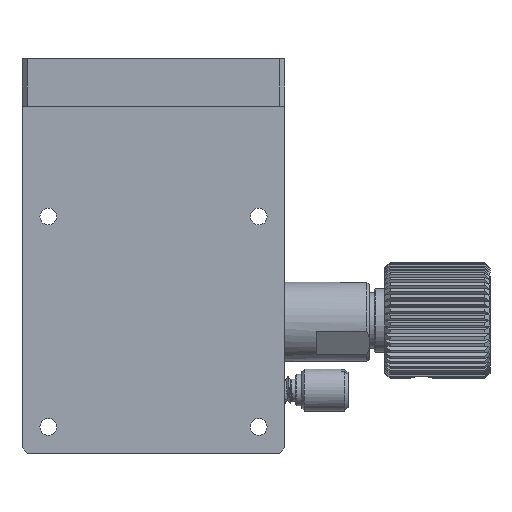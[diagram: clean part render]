
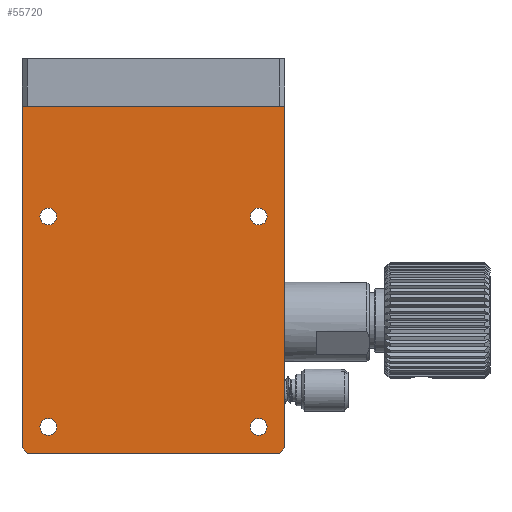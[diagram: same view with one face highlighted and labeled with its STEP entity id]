
A CAD part, front view. The second image highlights one B-rep face of the part: STEP entity #55720.
In plain terms, the highlighted planar face has unit normal (0, -1, 0).
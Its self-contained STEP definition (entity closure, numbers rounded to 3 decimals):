
#173 = LINE ( 'NONE', #46457, #71264 ) ;
#1007 = CARTESIAN_POINT ( 'NONE',  ( 12.5, -4.5, 0. ) ) ;
#1917 = AXIS2_PLACEMENT_3D ( 'NONE', #92358, #37386, #68455 ) ;
#2049 = EDGE_CURVE ( 'NONE', #35515, #13665, #36428, .T. ) ;
#2717 = ORIENTED_EDGE ( 'NONE', *, *, #33903, .F. ) ;
#3046 = VERTEX_POINT ( 'NONE', #85325 ) ;
#4550 = DIRECTION ( 'NONE',  ( 0., 0., 1. ) ) ;
#5134 = EDGE_LOOP ( 'NONE', ( #52767 ) ) ;
#5526 = AXIS2_PLACEMENT_3D ( 'NONE', #84332, #14615, #45631 ) ;
#7378 = EDGE_CURVE ( 'NONE', #13665, #36057, #62080, .T. ) ;
#9142 = ORIENTED_EDGE ( 'NONE', *, *, #42919, .F. ) ;
#13177 = VERTEX_POINT ( 'NONE', #65633 ) ;
#13410 = EDGE_LOOP ( 'NONE', ( #2717 ) ) ;
#13665 = VERTEX_POINT ( 'NONE', #65878 ) ;
#14615 = DIRECTION ( 'NONE',  ( 0., 1., 0. ) ) ;
#14688 = EDGE_CURVE ( 'NONE', #44983, #36057, #173, .T. ) ;
#15237 = VERTEX_POINT ( 'NONE', #39633 ) ;
#23397 = DIRECTION ( 'NONE',  ( -1., 0., 0. ) ) ;
#23762 = FACE_BOUND ( 'NONE', #72866, .T. ) ;
#26087 = CARTESIAN_POINT ( 'NONE',  ( 12.5, -4.5, 37.5 ) ) ;
#26215 = AXIS2_PLACEMENT_3D ( 'NONE', #35584, #57491, #80912 ) ;
#30332 = EDGE_CURVE ( 'NONE', #3046, #88802, #36022, .T. ) ;
#31919 = VECTOR ( 'NONE', #98524, 1000. ) ;
#33903 = EDGE_CURVE ( 'NONE', #13177, #13177, #86382, .T. ) ;
#34855 = ORIENTED_EDGE ( 'NONE', *, *, #2049, .F. ) ;
#34928 = CARTESIAN_POINT ( 'NONE',  ( 12., -4.5, 0. ) ) ;
#35179 = CARTESIAN_POINT ( 'NONE',  ( -12.5, -4.5, 0.5 ) ) ;
#35515 = VERTEX_POINT ( 'NONE', #93072 ) ;
#35584 = CARTESIAN_POINT ( 'NONE',  ( 10., -4.5, 22.5 ) ) ;
#36022 = LINE ( 'NONE', #58422, #58581 ) ;
#36057 = VERTEX_POINT ( 'NONE', #49236 ) ;
#36428 = LINE ( 'NONE', #34928, #31919 ) ;
#37386 = DIRECTION ( 'NONE',  ( 0., -1., 0. ) ) ;
#37504 = FACE_BOUND ( 'NONE', #61963, .T. ) ;
#38823 = DIRECTION ( 'NONE',  ( 0.707, 0., -0.707 ) ) ;
#39633 = CARTESIAN_POINT ( 'NONE',  ( -10., -4.5, 3.3 ) ) ;
#41944 = ORIENTED_EDGE ( 'NONE', *, *, #7378, .F. ) ;
#42213 = ORIENTED_EDGE ( 'NONE', *, *, #89252, .F. ) ;
#42919 = EDGE_CURVE ( 'NONE', #96674, #96674, #45782, .T. ) ;
#44983 = VERTEX_POINT ( 'NONE', #35179 ) ;
#45631 = DIRECTION ( 'NONE',  ( 0., 0., 1. ) ) ;
#45782 = CIRCLE ( 'NONE', #1917, 0.8 ) ;
#46000 = VECTOR ( 'NONE', #70908, 1000. ) ;
#46457 = CARTESIAN_POINT ( 'NONE',  ( -12.5, -4.5, 0.5 ) ) ;
#47155 = FACE_BOUND ( 'NONE', #13410, .T. ) ;
#48001 = ORIENTED_EDGE ( 'NONE', *, *, #61580, .F. ) ;
#49236 = CARTESIAN_POINT ( 'NONE',  ( -12., -4.5, 0. ) ) ;
#52767 = ORIENTED_EDGE ( 'NONE', *, *, #73450, .F. ) ;
#53578 = CARTESIAN_POINT ( 'NONE',  ( 10., -4.5, 2.5 ) ) ;
#55088 = EDGE_LOOP ( 'NONE', ( #82480, #41944, #34855, #42213, #76993, #63744 ) ) ;
#55720 = ADVANCED_FACE ( 'NONE', ( #93490, #23762, #47155, #78213, #37504 ), #99613, .F. ) ;
#57491 = DIRECTION ( 'NONE',  ( 0., -1., 0. ) ) ;
#58422 = CARTESIAN_POINT ( 'NONE',  ( 12.5, -4.5, 33. ) ) ;
#58581 = VECTOR ( 'NONE', #89470, 1000. ) ;
#58826 = EDGE_CURVE ( 'NONE', #44983, #3046, #99187, .T. ) ;
#61580 = EDGE_CURVE ( 'NONE', #15237, #15237, #69117, .T. ) ;
#61963 = EDGE_LOOP ( 'NONE', ( #48001 ) ) ;
#62080 = LINE ( 'NONE', #1007, #75909 ) ;
#62554 = CARTESIAN_POINT ( 'NONE',  ( 10., -4.5, 3.3 ) ) ;
#63744 = ORIENTED_EDGE ( 'NONE', *, *, #58826, .F. ) ;
#65633 = CARTESIAN_POINT ( 'NONE',  ( 10., -4.5, 23.3 ) ) ;
#65878 = CARTESIAN_POINT ( 'NONE',  ( 12., -4.5, 0. ) ) ;
#67129 = CARTESIAN_POINT ( 'NONE',  ( -10., -4.5, 23.3 ) ) ;
#68455 = DIRECTION ( 'NONE',  ( 0., 0., 1. ) ) ;
#69117 = CIRCLE ( 'NONE', #87000, 0.8 ) ;
#70908 = DIRECTION ( 'NONE',  ( 0., 0., -1. ) ) ;
#71264 = VECTOR ( 'NONE', #38823, 1000. ) ;
#72866 = EDGE_LOOP ( 'NONE', ( #9142 ) ) ;
#73450 = EDGE_CURVE ( 'NONE', #84951, #84951, #74936, .T. ) ;
#74263 = CARTESIAN_POINT ( 'NONE',  ( -12.5, -4.5, 37.5 ) ) ;
#74936 = CIRCLE ( 'NONE', #79813, 0.8 ) ;
#75909 = VECTOR ( 'NONE', #23397, 1000. ) ;
#76993 = ORIENTED_EDGE ( 'NONE', *, *, #30332, .F. ) ;
#78213 = FACE_BOUND ( 'NONE', #5134, .T. ) ;
#79813 = AXIS2_PLACEMENT_3D ( 'NONE', #53578, #92274, #99918 ) ;
#80912 = DIRECTION ( 'NONE',  ( 0., 0., 1. ) ) ;
#82480 = ORIENTED_EDGE ( 'NONE', *, *, #14688, .T. ) ;
#84332 = CARTESIAN_POINT ( 'NONE',  ( 12.5, -4.5, 37.5 ) ) ;
#84622 = CARTESIAN_POINT ( 'NONE',  ( 12.5, -4.5, 33. ) ) ;
#84675 = DIRECTION ( 'NONE',  ( 0., -1., 0. ) ) ;
#84951 = VERTEX_POINT ( 'NONE', #62554 ) ;
#85325 = CARTESIAN_POINT ( 'NONE',  ( -12.5, -4.5, 33. ) ) ;
#86382 = CIRCLE ( 'NONE', #26215, 0.8 ) ;
#87000 = AXIS2_PLACEMENT_3D ( 'NONE', #99956, #84675, #98951 ) ;
#87166 = LINE ( 'NONE', #26087, #46000 ) ;
#88802 = VERTEX_POINT ( 'NONE', #84622 ) ;
#89252 = EDGE_CURVE ( 'NONE', #88802, #35515, #87166, .T. ) ;
#89470 = DIRECTION ( 'NONE',  ( 1., 0., 0. ) ) ;
#91749 = VECTOR ( 'NONE', #4550, 1000. ) ;
#92274 = DIRECTION ( 'NONE',  ( 0., -1., 0. ) ) ;
#92358 = CARTESIAN_POINT ( 'NONE',  ( -10., -4.5, 22.5 ) ) ;
#93072 = CARTESIAN_POINT ( 'NONE',  ( 12.5, -4.5, 0.5 ) ) ;
#93490 = FACE_OUTER_BOUND ( 'NONE', #55088, .T. ) ;
#96674 = VERTEX_POINT ( 'NONE', #67129 ) ;
#98524 = DIRECTION ( 'NONE',  ( -0.707, 0., -0.707 ) ) ;
#98951 = DIRECTION ( 'NONE',  ( 0., 0., 1. ) ) ;
#99187 = LINE ( 'NONE', #74263, #91749 ) ;
#99613 = PLANE ( 'NONE',  #5526 ) ;
#99918 = DIRECTION ( 'NONE',  ( 0., 0., 1. ) ) ;
#99956 = CARTESIAN_POINT ( 'NONE',  ( -10., -4.5, 2.5 ) ) ;
